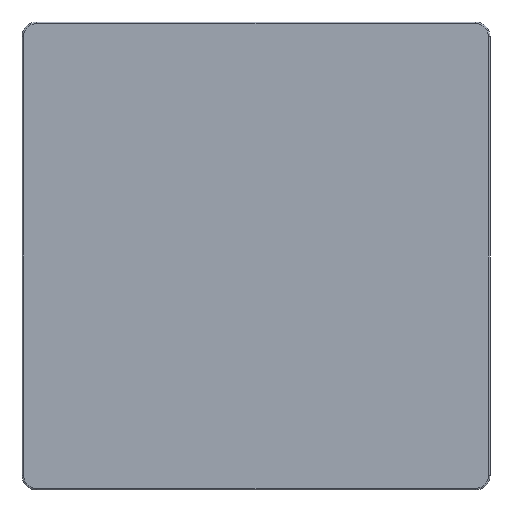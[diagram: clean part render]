
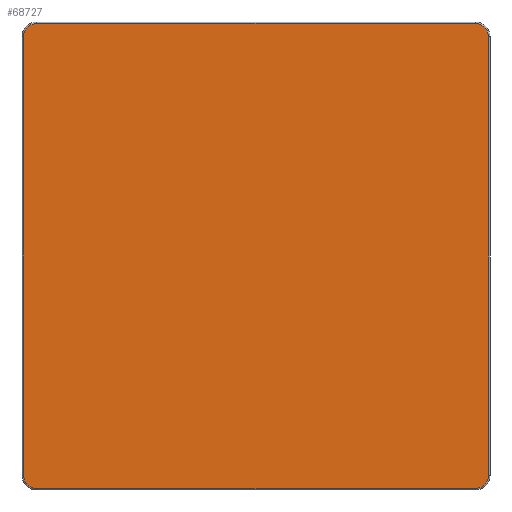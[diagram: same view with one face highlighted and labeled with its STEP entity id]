
A CAD part, left-side view. The second image highlights one B-rep face of the part: STEP entity #68727.
In plain terms, the highlighted planar face has unit normal (-1, 0, 0).
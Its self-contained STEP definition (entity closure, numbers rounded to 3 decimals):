
#131=ELLIPSE('',#74340,4.505,4.5);
#132=ELLIPSE('',#74341,4.505,4.5);
#133=ELLIPSE('',#74342,4.505,4.5);
#134=ELLIPSE('',#74343,4.505,4.5);
#3256=LINE('',#113064,#6369);
#3257=LINE('',#113068,#6370);
#3258=LINE('',#113072,#6371);
#3259=LINE('',#113076,#6372);
#6369=VECTOR('',#88532,1000.);
#6370=VECTOR('',#88535,1000.);
#6371=VECTOR('',#88538,1000.);
#6372=VECTOR('',#88541,1000.);
#8405=PLANE('',#74339);
#26639=ORIENTED_EDGE('',*,*,#34740,.T.);
#26640=ORIENTED_EDGE('',*,*,#34741,.T.);
#26641=ORIENTED_EDGE('',*,*,#34742,.T.);
#26642=ORIENTED_EDGE('',*,*,#34743,.T.);
#26643=ORIENTED_EDGE('',*,*,#34744,.T.);
#26644=ORIENTED_EDGE('',*,*,#34745,.T.);
#26645=ORIENTED_EDGE('',*,*,#34746,.T.);
#26646=ORIENTED_EDGE('',*,*,#34747,.T.);
#34740=EDGE_CURVE('',#40064,#40065,#131,.F.);
#34741=EDGE_CURVE('',#40065,#40066,#3256,.T.);
#34742=EDGE_CURVE('',#40066,#40067,#132,.F.);
#34743=EDGE_CURVE('',#40067,#40068,#3257,.T.);
#34744=EDGE_CURVE('',#40068,#40069,#133,.F.);
#34745=EDGE_CURVE('',#40069,#40070,#3258,.T.);
#34746=EDGE_CURVE('',#40070,#40071,#134,.F.);
#34747=EDGE_CURVE('',#40071,#40064,#3259,.T.);
#40064=VERTEX_POINT('',#113062);
#40065=VERTEX_POINT('',#113063);
#40066=VERTEX_POINT('',#113065);
#40067=VERTEX_POINT('',#113067);
#40068=VERTEX_POINT('',#113069);
#40069=VERTEX_POINT('',#113071);
#40070=VERTEX_POINT('',#113073);
#40071=VERTEX_POINT('',#113075);
#46041=EDGE_LOOP('',(#26639,#26640,#26641,#26642,#26643,#26644,#26645,#26646));
#49596=FACE_BOUND('',#46041,.T.);
#68727=ADVANCED_FACE('',(#49596),#8405,.F.);
#74339=AXIS2_PLACEMENT_3D('',#113060,#88528,#88529);
#74340=AXIS2_PLACEMENT_3D('',#113061,#88530,#88531);
#74341=AXIS2_PLACEMENT_3D('',#113066,#88533,#88534);
#74342=AXIS2_PLACEMENT_3D('',#113070,#88536,#88537);
#74343=AXIS2_PLACEMENT_3D('',#113074,#88539,#88540);
#88528=DIRECTION('',(1.,0.,0.));
#88529=DIRECTION('',(0.,1.,0.));
#88530=DIRECTION('',(1.,0.,0.));
#88531=DIRECTION('',(0.,0.707,0.707));
#88532=DIRECTION('',(0.,0.,-1.));
#88533=DIRECTION('',(1.,0.,0.));
#88534=DIRECTION('',(0.,0.707,-0.707));
#88535=DIRECTION('',(0.,-1.,0.));
#88536=DIRECTION('',(1.,0.,0.));
#88537=DIRECTION('',(0.,-0.707,-0.707));
#88538=DIRECTION('',(0.,0.,1.));
#88539=DIRECTION('',(1.,0.,0.));
#88540=DIRECTION('',(0.,-0.707,0.707));
#88541=DIRECTION('',(0.,1.,0.));
#113060=CARTESIAN_POINT('',(74.75,0.,0.));
#113061=CARTESIAN_POINT('',(74.75,73.979,73.979));
#113062=CARTESIAN_POINT('',(74.75,73.985,78.482));
#113063=CARTESIAN_POINT('',(74.75,78.482,73.985));
#113064=CARTESIAN_POINT('',(74.75,78.482,0.));
#113065=CARTESIAN_POINT('',(74.75,78.482,-73.985));
#113066=CARTESIAN_POINT('',(74.75,73.979,-73.979));
#113067=CARTESIAN_POINT('',(74.75,73.985,-78.482));
#113068=CARTESIAN_POINT('',(74.75,0.,-78.482));
#113069=CARTESIAN_POINT('',(74.75,-73.985,-78.482));
#113070=CARTESIAN_POINT('',(74.75,-73.979,-73.979));
#113071=CARTESIAN_POINT('',(74.75,-78.482,-73.985));
#113072=CARTESIAN_POINT('',(74.75,-78.482,0.));
#113073=CARTESIAN_POINT('',(74.75,-78.482,73.985));
#113074=CARTESIAN_POINT('',(74.75,-73.979,73.979));
#113075=CARTESIAN_POINT('',(74.75,-73.985,78.482));
#113076=CARTESIAN_POINT('',(74.75,0.,78.482));
